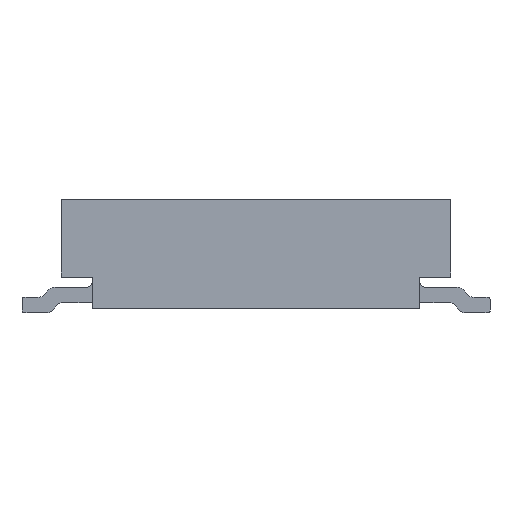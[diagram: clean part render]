
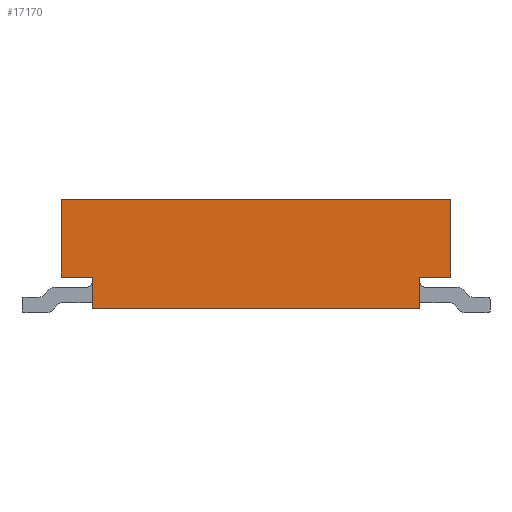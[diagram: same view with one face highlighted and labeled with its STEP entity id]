
A CAD part, left-side view. The second image highlights one B-rep face of the part: STEP entity #17170.
In plain terms, the highlighted planar face has unit normal (-1, 0, 0).
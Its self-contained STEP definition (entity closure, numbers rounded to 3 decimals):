
#1317=ORIENTED_EDGE('',*,*,#6040,.F.);
#1318=ORIENTED_EDGE('',*,*,#5503,.F.);
#1319=ORIENTED_EDGE('',*,*,#6023,.T.);
#1320=ORIENTED_EDGE('',*,*,#5569,.T.);
#1321=ORIENTED_EDGE('',*,*,#6258,.F.);
#1322=ORIENTED_EDGE('',*,*,#6259,.F.);
#1323=ORIENTED_EDGE('',*,*,#6244,.F.);
#1324=ORIENTED_EDGE('',*,*,#5668,.F.);
#5503=EDGE_CURVE('',#8084,#8085,#9769,.T.);
#5569=EDGE_CURVE('',#8146,#8145,#9835,.T.);
#5668=EDGE_CURVE('',#8242,#8243,#9934,.T.);
#6023=EDGE_CURVE('',#8084,#8146,#10289,.T.);
#6040=EDGE_CURVE('',#8085,#8242,#10306,.T.);
#6244=EDGE_CURVE('',#8243,#8653,#10510,.T.);
#6258=EDGE_CURVE('',#8660,#8145,#10524,.T.);
#6259=EDGE_CURVE('',#8653,#8660,#10525,.T.);
#8084=VERTEX_POINT('',#23195);
#8085=VERTEX_POINT('',#23197);
#8145=VERTEX_POINT('',#23327);
#8146=VERTEX_POINT('',#23329);
#8242=VERTEX_POINT('',#23530);
#8243=VERTEX_POINT('',#23532);
#8653=VERTEX_POINT('',#24648);
#8660=VERTEX_POINT('',#24675);
#9769=LINE('',#23196,#12237);
#9835=LINE('',#23328,#12303);
#9934=LINE('',#23531,#12402);
#10289=LINE('',#24264,#12757);
#10306=LINE('',#24299,#12774);
#10510=LINE('',#24647,#12978);
#10524=LINE('',#24674,#12992);
#10525=LINE('',#24676,#12993);
#12237=VECTOR('',#18832,1000.);
#12303=VECTOR('',#18908,1000.);
#12402=VECTOR('',#19021,1000.);
#12757=VECTOR('',#19566,1000.);
#12774=VECTOR('',#19593,1000.);
#12978=VECTOR('',#19857,1000.);
#12992=VECTOR('',#19883,1000.);
#12993=VECTOR('',#19884,1000.);
#14815=EDGE_LOOP('',(#1317,#1318,#1319,#1320,#1321,#1322,#1323,#1324));
#15639=FACE_BOUND('',#14815,.T.);
#16443=PLANE('',#17991);
#17170=ADVANCED_FACE('',(#15639),#16443,.F.);
#17991=AXIS2_PLACEMENT_3D('',#24673,#19881,#19882);
#18832=DIRECTION('',(0.,1.,0.));
#18908=DIRECTION('',(0.,-1.,0.));
#19021=DIRECTION('',(0.,1.,0.));
#19566=DIRECTION('',(0.,0.,1.));
#19593=DIRECTION('',(0.,0.,1.));
#19857=DIRECTION('',(0.,0.,1.));
#19881=DIRECTION('',(1.,0.,0.));
#19882=DIRECTION('',(0.,0.,-1.));
#19883=DIRECTION('',(0.,0.,-1.));
#19884=DIRECTION('',(0.,-1.,0.));
#23195=CARTESIAN_POINT('',(-3.8,-2.1,-0.7));
#23196=CARTESIAN_POINT('',(-3.8,-2.5,-0.7));
#23197=CARTESIAN_POINT('',(-3.8,2.1,-0.7));
#23327=CARTESIAN_POINT('',(-3.8,-2.5,-0.3));
#23328=CARTESIAN_POINT('',(-3.8,-2.1,-0.3));
#23329=CARTESIAN_POINT('',(-3.8,-2.1,-0.3));
#23530=CARTESIAN_POINT('',(-3.8,2.1,-0.3));
#23531=CARTESIAN_POINT('',(-3.8,2.1,-0.3));
#23532=CARTESIAN_POINT('',(-3.8,2.5,-0.3));
#24264=CARTESIAN_POINT('',(-3.8,-2.1,-0.7));
#24299=CARTESIAN_POINT('',(-3.8,2.1,-0.7));
#24647=CARTESIAN_POINT('',(-3.8,2.5,-0.7));
#24648=CARTESIAN_POINT('',(-3.8,2.5,0.7));
#24673=CARTESIAN_POINT('',(-3.8,0.,0.));
#24674=CARTESIAN_POINT('',(-3.8,-2.5,0.7));
#24675=CARTESIAN_POINT('',(-3.8,-2.5,0.7));
#24676=CARTESIAN_POINT('',(-3.8,2.5,0.7));
